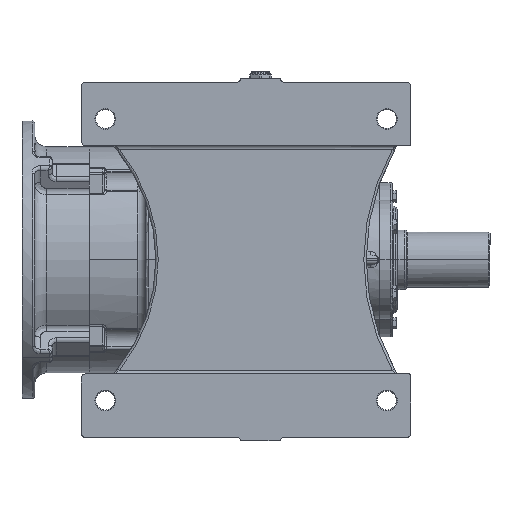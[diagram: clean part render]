
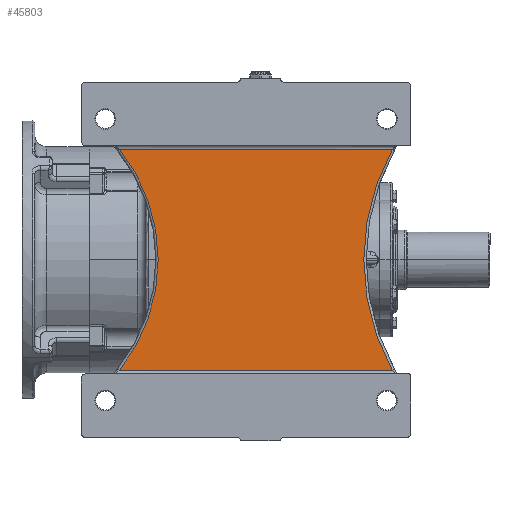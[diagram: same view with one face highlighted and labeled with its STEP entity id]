
A CAD part, front view. The second image highlights one B-rep face of the part: STEP entity #45803.
In plain terms, the highlighted planar face has unit normal (0, -1, 0).
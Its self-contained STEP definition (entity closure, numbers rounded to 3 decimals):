
#2206 = LINE ( 'NONE', #28033, #79711 ) ;
#2887 = EDGE_LOOP ( 'NONE', ( #69964, #5914, #30003, #19092 ) ) ;
#5914 = ORIENTED_EDGE ( 'NONE', *, *, #24834, .T. ) ;
#7751 = DIRECTION ( 'NONE',  ( -1., 0., 0. ) ) ;
#11526 = EDGE_CURVE ( 'NONE', #71349, #17144, #46874, .T. ) ;
#17144 = VERTEX_POINT ( 'NONE', #19188 ) ;
#18816 = VERTEX_POINT ( 'NONE', #25865 ) ;
#19092 = ORIENTED_EDGE ( 'NONE', *, *, #71089, .T. ) ;
#19188 = CARTESIAN_POINT ( 'NONE',  ( -177.78, 3., 139.417 ) ) ;
#19813 = EDGE_CURVE ( 'NONE', #18816, #56162, #2206, .T. ) ;
#21771 = DIRECTION ( 'NONE',  ( 1., 0., 0. ) ) ;
#23564 = CARTESIAN_POINT ( 'NONE',  ( 417.894, 3., 0. ) ) ;
#24834 = EDGE_CURVE ( 'NONE', #17144, #18816, #35417, .T. ) ;
#25865 = CARTESIAN_POINT ( 'NONE',  ( -177.78, 3., -139.417 ) ) ;
#27299 = DIRECTION ( 'NONE',  ( 0., 1., 0. ) ) ;
#28033 = CARTESIAN_POINT ( 'NONE',  ( 172.5, 3., -139.417 ) ) ;
#28806 = AXIS2_PLACEMENT_3D ( 'NONE', #54092, #73701, #54501 ) ;
#30003 = ORIENTED_EDGE ( 'NONE', *, *, #19813, .T. ) ;
#35417 = CIRCLE ( 'NONE', #75407, 223. ) ;
#35977 = CIRCLE ( 'NONE', #51945, 287.525 ) ;
#39760 = DIRECTION ( 'NONE',  ( 0., 0., -1. ) ) ;
#40167 = CARTESIAN_POINT ( 'NONE',  ( -185.5, 3., 139.417 ) ) ;
#42708 = DIRECTION ( 'NONE',  ( 0., 1., 0. ) ) ;
#45803 = ADVANCED_FACE ( 'NONE', ( #77511 ), #57424, .T. ) ;
#46874 = LINE ( 'NONE', #40167, #52649 ) ;
#51945 = AXIS2_PLACEMENT_3D ( 'NONE', #23564, #42708, #68151 ) ;
#52649 = VECTOR ( 'NONE', #7751, 1000. ) ;
#54092 = CARTESIAN_POINT ( 'NONE',  ( 417.894, 3., 0. ) ) ;
#54501 = DIRECTION ( 'NONE',  ( 0., 0., -1. ) ) ;
#56162 = VERTEX_POINT ( 'NONE', #64557 ) ;
#57424 = PLANE ( 'NONE',  #28806 ) ;
#64557 = CARTESIAN_POINT ( 'NONE',  ( 166.432, 3., -139.417 ) ) ;
#64804 = CARTESIAN_POINT ( 'NONE',  ( -351.825, 3., 0. ) ) ;
#65066 = CARTESIAN_POINT ( 'NONE',  ( 166.432, 3., 139.417 ) ) ;
#68151 = DIRECTION ( 'NONE',  ( 0., 0., -1. ) ) ;
#69964 = ORIENTED_EDGE ( 'NONE', *, *, #11526, .T. ) ;
#71089 = EDGE_CURVE ( 'NONE', #56162, #71349, #35977, .T. ) ;
#71349 = VERTEX_POINT ( 'NONE', #65066 ) ;
#73701 = DIRECTION ( 'NONE',  ( 0., -1., 0. ) ) ;
#75407 = AXIS2_PLACEMENT_3D ( 'NONE', #64804, #27299, #39760 ) ;
#77511 = FACE_OUTER_BOUND ( 'NONE', #2887, .T. ) ;
#79711 = VECTOR ( 'NONE', #21771, 1000. ) ;
